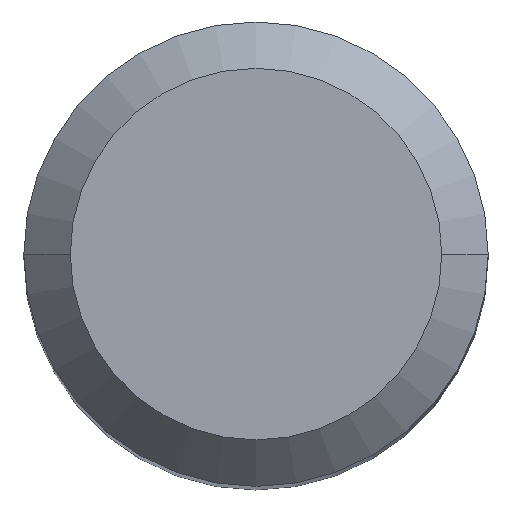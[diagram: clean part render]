
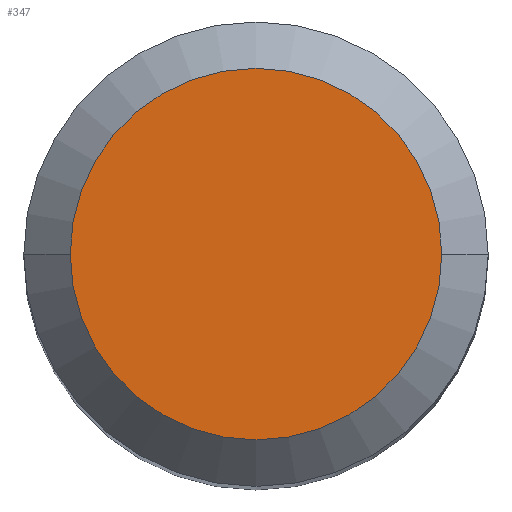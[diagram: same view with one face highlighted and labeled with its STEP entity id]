
A CAD part, top view. The second image highlights one B-rep face of the part: STEP entity #347.
In plain terms, the highlighted planar face has unit normal (0, 0, 1).
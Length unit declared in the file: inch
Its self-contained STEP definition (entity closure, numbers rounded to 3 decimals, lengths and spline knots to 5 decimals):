
#36 = CARTESIAN_POINT ( 'NONE',  ( 0., 0., 0. ) ) ;
#47 = DIRECTION ( 'NONE',  ( -1., 0., 0. ) ) ;
#70 = EDGE_CURVE ( 'NONE', #147, #457, #313, .T. ) ;
#82 = EDGE_CURVE ( 'NONE', #457, #147, #343, .T. ) ;
#94 = DIRECTION ( 'NONE',  ( 1., 0., 0. ) ) ;
#119 = DIRECTION ( 'NONE',  ( 1., 0., 0. ) ) ;
#147 = VERTEX_POINT ( 'NONE', #394 ) ;
#151 = ORIENTED_EDGE ( 'NONE', *, *, #82, .T. ) ;
#165 = DIRECTION ( 'NONE',  ( 0., 0., 1. ) ) ;
#227 = ORIENTED_EDGE ( 'NONE', *, *, #70, .T. ) ;
#235 = FACE_OUTER_BOUND ( 'NONE', #377, .T. ) ;
#313 = CIRCLE ( 'NONE', #384, 0.126 ) ;
#319 = CARTESIAN_POINT ( 'NONE',  ( 0., 0., 0. ) ) ;
#343 = CIRCLE ( 'NONE', #462, 0.126 ) ;
#347 = ADVANCED_FACE ( 'NONE', ( #235 ), #378, .F. ) ;
#377 = EDGE_LOOP ( 'NONE', ( #151, #227 ) ) ;
#378 = PLANE ( 'NONE',  #385 ) ;
#384 = AXIS2_PLACEMENT_3D ( 'NONE', #319, #165, #94 ) ;
#385 = AXIS2_PLACEMENT_3D ( 'NONE', #36, #419, #47 ) ;
#394 = CARTESIAN_POINT ( 'NONE',  ( 0.126, 0., 0. ) ) ;
#419 = DIRECTION ( 'NONE',  ( 0., 0., -1. ) ) ;
#457 = VERTEX_POINT ( 'NONE', #474 ) ;
#458 = DIRECTION ( 'NONE',  ( 0., 0., 1. ) ) ;
#462 = AXIS2_PLACEMENT_3D ( 'NONE', #466, #458, #119 ) ;
#466 = CARTESIAN_POINT ( 'NONE',  ( 0., 0., 0. ) ) ;
#474 = CARTESIAN_POINT ( 'NONE',  ( -0.126, 0., 0. ) ) ;
